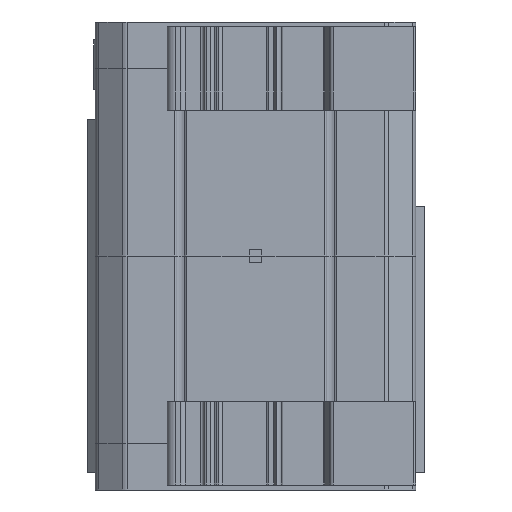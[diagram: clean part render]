
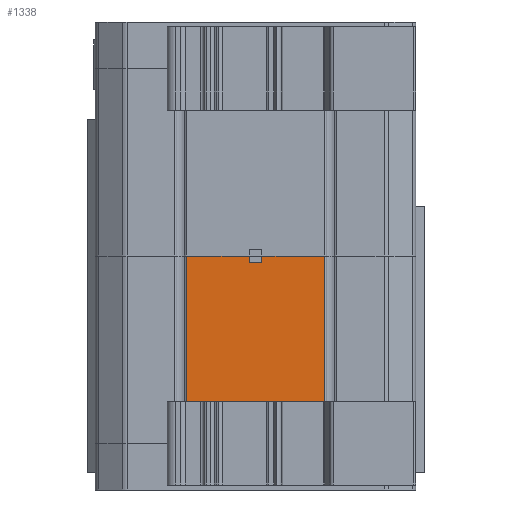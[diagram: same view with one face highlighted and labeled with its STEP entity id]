
A CAD part, front view. The second image highlights one B-rep face of the part: STEP entity #1338.
In plain terms, the highlighted planar face has unit normal (0, -1, 0).
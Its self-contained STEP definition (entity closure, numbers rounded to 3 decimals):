
#200 = EDGE_CURVE ( 'NONE', #3943, #3608, #10757, .T. ) ;
#248 = ORIENTED_EDGE ( 'NONE', *, *, #13029, .F. ) ;
#423 = CARTESIAN_POINT ( 'NONE',  ( 0., -49.742, 0. ) ) ;
#739 = DIRECTION ( 'NONE',  ( 1., 0., 0. ) ) ;
#1307 = EDGE_CURVE ( 'NONE', #11122, #2009, #4389, .T. ) ;
#1338 = ADVANCED_FACE ( 'NONE', ( #12425 ), #6730, .T. ) ;
#1723 = ORIENTED_EDGE ( 'NONE', *, *, #1307, .T. ) ;
#1881 = ORIENTED_EDGE ( 'NONE', *, *, #10591, .T. ) ;
#2009 = VERTEX_POINT ( 'NONE', #4592 ) ;
#2098 = CARTESIAN_POINT ( 'NONE',  ( 0., -49.742, -45. ) ) ;
#2160 = CARTESIAN_POINT ( 'NONE',  ( -86.816, -49.742, -45. ) ) ;
#2373 = LINE ( 'NONE', #10123, #12680 ) ;
#2380 = LINE ( 'NONE', #9887, #3142 ) ;
#2749 = CARTESIAN_POINT ( 'NONE',  ( -83.816, -49.742, -1.45 ) ) ;
#2763 = VECTOR ( 'NONE', #11021, 1000. ) ;
#2917 = DIRECTION ( 'NONE',  ( 1., 0., 0. ) ) ;
#3082 = VECTOR ( 'NONE', #15061, 1000. ) ;
#3142 = VECTOR ( 'NONE', #7530, 1000. ) ;
#3173 = CARTESIAN_POINT ( 'NONE',  ( 0., -49.742, -45. ) ) ;
#3258 = CARTESIAN_POINT ( 'NONE',  ( -83.816, -49.742, 0. ) ) ;
#3416 = VECTOR ( 'NONE', #9786, 1000. ) ;
#3473 = CARTESIAN_POINT ( 'NONE',  ( -101.891, -49.742, 0. ) ) ;
#3480 = VECTOR ( 'NONE', #10760, 1000. ) ;
#3608 = VERTEX_POINT ( 'NONE', #15546 ) ;
#3943 = VERTEX_POINT ( 'NONE', #11216 ) ;
#4117 = DIRECTION ( 'NONE',  ( 0., 0., -1. ) ) ;
#4323 = CARTESIAN_POINT ( 'NONE',  ( -86.816, -49.742, 0. ) ) ;
#4374 = ORIENTED_EDGE ( 'NONE', *, *, #11478, .T. ) ;
#4389 = LINE ( 'NONE', #8060, #6712 ) ;
#4592 = CARTESIAN_POINT ( 'NONE',  ( -83.816, -49.742, -43.5 ) ) ;
#4853 = ORIENTED_EDGE ( 'NONE', *, *, #7812, .T. ) ;
#5095 = EDGE_CURVE ( 'NONE', #2009, #9089, #2373, .T. ) ;
#5147 = ORIENTED_EDGE ( 'NONE', *, *, #200, .T. ) ;
#5203 = VERTEX_POINT ( 'NONE', #4323 ) ;
#5538 = ORIENTED_EDGE ( 'NONE', *, *, #15478, .T. ) ;
#5711 = ORIENTED_EDGE ( 'NONE', *, *, #12660, .T. ) ;
#6546 = CARTESIAN_POINT ( 'NONE',  ( -86.816, -49.742, 0. ) ) ;
#6660 = CARTESIAN_POINT ( 'NONE',  ( -101.891, -49.742, -45. ) ) ;
#6697 = VERTEX_POINT ( 'NONE', #3473 ) ;
#6712 = VECTOR ( 'NONE', #739, 1000. ) ;
#6730 = PLANE ( 'NONE',  #11316 ) ;
#6956 = EDGE_CURVE ( 'NONE', #6697, #5203, #13369, .T. ) ;
#6997 = CARTESIAN_POINT ( 'NONE',  ( -83.816, -49.742, -45. ) ) ;
#7530 = DIRECTION ( 'NONE',  ( 0., 0., 1. ) ) ;
#7634 = ORIENTED_EDGE ( 'NONE', *, *, #5095, .T. ) ;
#7812 = EDGE_CURVE ( 'NONE', #8577, #11230, #12755, .T. ) ;
#8060 = CARTESIAN_POINT ( 'NONE',  ( -65.891, -49.742, -43.5 ) ) ;
#8132 = DIRECTION ( 'NONE',  ( 0., 0., -1. ) ) ;
#8577 = VERTEX_POINT ( 'NONE', #15541 ) ;
#8923 = DIRECTION ( 'NONE',  ( -1., 0., 0. ) ) ;
#9070 = LINE ( 'NONE', #2098, #2763 ) ;
#9089 = VERTEX_POINT ( 'NONE', #6997 ) ;
#9109 = VERTEX_POINT ( 'NONE', #2160 ) ;
#9786 = DIRECTION ( 'NONE',  ( 1., 0., 0. ) ) ;
#9887 = CARTESIAN_POINT ( 'NONE',  ( -86.816, -49.742, 0. ) ) ;
#9893 = CARTESIAN_POINT ( 'NONE',  ( -86.816, -49.742, -43.5 ) ) ;
#10076 = VERTEX_POINT ( 'NONE', #11356 ) ;
#10123 = CARTESIAN_POINT ( 'NONE',  ( -83.816, -49.742, 0. ) ) ;
#10462 = DIRECTION ( 'NONE',  ( 0., -1., 0. ) ) ;
#10591 = EDGE_CURVE ( 'NONE', #6697, #15365, #11695, .T. ) ;
#10680 = VECTOR ( 'NONE', #8132, 1000. ) ;
#10757 = LINE ( 'NONE', #13092, #3480 ) ;
#10760 = DIRECTION ( 'NONE',  ( 0., 0., 1. ) ) ;
#10903 = VECTOR ( 'NONE', #8923, 1000. ) ;
#11021 = DIRECTION ( 'NONE',  ( 1., 0., 0. ) ) ;
#11122 = VERTEX_POINT ( 'NONE', #9893 ) ;
#11216 = CARTESIAN_POINT ( 'NONE',  ( -68.741, -49.742, -45. ) ) ;
#11230 = VERTEX_POINT ( 'NONE', #2749 ) ;
#11253 = LINE ( 'NONE', #13430, #3416 ) ;
#11316 = AXIS2_PLACEMENT_3D ( 'NONE', #11656, #10462, #11607 ) ;
#11355 = LINE ( 'NONE', #3173, #13465 ) ;
#11356 = CARTESIAN_POINT ( 'NONE',  ( -86.816, -49.742, -1.45 ) ) ;
#11377 = EDGE_LOOP ( 'NONE', ( #4374, #14686, #1881, #5538, #12321, #1723, #7634, #11460, #5147, #248, #4853, #5711 ) ) ;
#11460 = ORIENTED_EDGE ( 'NONE', *, *, #15329, .T. ) ;
#11478 = EDGE_CURVE ( 'NONE', #10076, #5203, #14554, .T. ) ;
#11607 = DIRECTION ( 'NONE',  ( 0., 0., -1. ) ) ;
#11656 = CARTESIAN_POINT ( 'NONE',  ( -65.891, -49.742, 0. ) ) ;
#11695 = LINE ( 'NONE', #12212, #11903 ) ;
#11903 = VECTOR ( 'NONE', #12579, 1000. ) ;
#12212 = CARTESIAN_POINT ( 'NONE',  ( -101.891, -49.742, 0. ) ) ;
#12321 = ORIENTED_EDGE ( 'NONE', *, *, #15601, .T. ) ;
#12425 = FACE_OUTER_BOUND ( 'NONE', #11377, .T. ) ;
#12579 = DIRECTION ( 'NONE',  ( 0., 0., -1. ) ) ;
#12660 = EDGE_CURVE ( 'NONE', #11230, #10076, #14916, .T. ) ;
#12680 = VECTOR ( 'NONE', #4117, 1000. ) ;
#12755 = LINE ( 'NONE', #3258, #10680 ) ;
#13029 = EDGE_CURVE ( 'NONE', #8577, #3608, #11253, .T. ) ;
#13092 = CARTESIAN_POINT ( 'NONE',  ( -68.741, -49.742, 0. ) ) ;
#13369 = LINE ( 'NONE', #423, #14318 ) ;
#13430 = CARTESIAN_POINT ( 'NONE',  ( 0., -49.742, 0. ) ) ;
#13465 = VECTOR ( 'NONE', #15183, 1000. ) ;
#14318 = VECTOR ( 'NONE', #2917, 1000. ) ;
#14554 = LINE ( 'NONE', #6546, #3082 ) ;
#14686 = ORIENTED_EDGE ( 'NONE', *, *, #6956, .F. ) ;
#14916 = LINE ( 'NONE', #15193, #10903 ) ;
#15061 = DIRECTION ( 'NONE',  ( 0., 0., 1. ) ) ;
#15183 = DIRECTION ( 'NONE',  ( 1., 0., 0. ) ) ;
#15193 = CARTESIAN_POINT ( 'NONE',  ( -65.891, -49.742, -1.45 ) ) ;
#15329 = EDGE_CURVE ( 'NONE', #9089, #3943, #11355, .T. ) ;
#15365 = VERTEX_POINT ( 'NONE', #6660 ) ;
#15478 = EDGE_CURVE ( 'NONE', #15365, #9109, #9070, .T. ) ;
#15541 = CARTESIAN_POINT ( 'NONE',  ( -83.816, -49.742, 0. ) ) ;
#15546 = CARTESIAN_POINT ( 'NONE',  ( -68.741, -49.742, 0. ) ) ;
#15601 = EDGE_CURVE ( 'NONE', #9109, #11122, #2380, .T. ) ;
